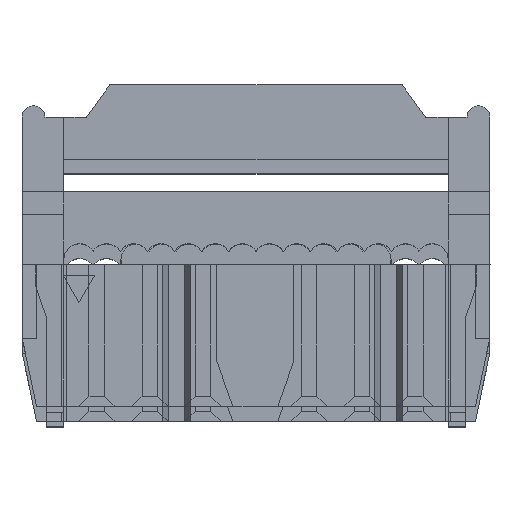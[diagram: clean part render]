
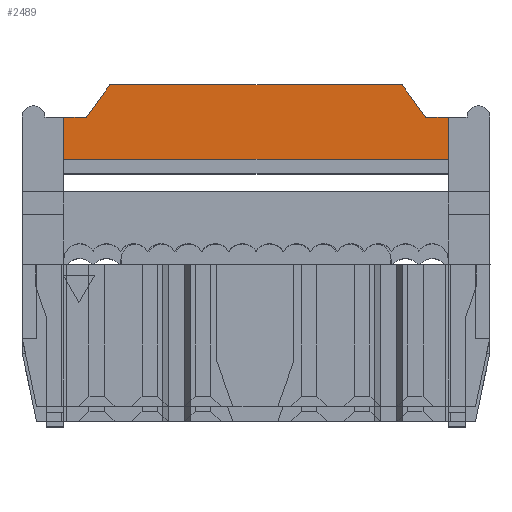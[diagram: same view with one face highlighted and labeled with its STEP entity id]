
A CAD part, top view. The second image highlights one B-rep face of the part: STEP entity #2489.
In plain terms, the highlighted face is planar.
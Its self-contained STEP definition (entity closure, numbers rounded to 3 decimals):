
#50 = CARTESIAN_POINT ( 'NONE',  ( 9.2, -1.7, -5.216 ) ) ;
#148 = EDGE_CURVE ( 'NONE', #6786, #1492, #1283, .T. ) ;
#358 = LINE ( 'NONE', #3334, #9327 ) ;
#751 = EDGE_CURVE ( 'NONE', #1492, #10010, #10393, .T. ) ;
#902 = DIRECTION ( 'NONE',  ( 0., 0., -1. ) ) ;
#1283 = LINE ( 'NONE', #9626, #3536 ) ;
#1367 = EDGE_LOOP ( 'NONE', ( #10831, #2178, #5108, #6239, #8246, #8594, #5923, #1914 ) ) ;
#1427 = VECTOR ( 'NONE', #4555, 1000. ) ;
#1455 = VECTOR ( 'NONE', #6878, 1000. ) ;
#1468 = CARTESIAN_POINT ( 'NONE',  ( -9.2, -1.7, -5.216 ) ) ;
#1492 = VERTEX_POINT ( 'NONE', #2199 ) ;
#1626 = VERTEX_POINT ( 'NONE', #7027 ) ;
#1914 = ORIENTED_EDGE ( 'NONE', *, *, #7401, .F. ) ;
#2106 = EDGE_CURVE ( 'NONE', #4548, #2481, #358, .T. ) ;
#2178 = ORIENTED_EDGE ( 'NONE', *, *, #8638, .F. ) ;
#2199 = CARTESIAN_POINT ( 'NONE',  ( -9.2, -1.7, -3.55 ) ) ;
#2481 = VERTEX_POINT ( 'NONE', #5101 ) ;
#2489 = ADVANCED_FACE ( 'NONE', ( #3546 ), #2846, .F. ) ;
#2775 = DIRECTION ( 'NONE',  ( 1., 0., 0. ) ) ;
#2846 = PLANE ( 'NONE',  #9774 ) ;
#3089 = VERTEX_POINT ( 'NONE', #6147 ) ;
#3334 = CARTESIAN_POINT ( 'NONE',  ( 0., -1.7, 0. ) ) ;
#3536 = VECTOR ( 'NONE', #5273, 1000. ) ;
#3546 = FACE_OUTER_BOUND ( 'NONE', #1367, .T. ) ;
#3671 = VECTOR ( 'NONE', #3931, 1000. ) ;
#3676 = LINE ( 'NONE', #4019, #10132 ) ;
#3704 = DIRECTION ( 'NONE',  ( 0., 1., 0. ) ) ;
#3840 = VECTOR ( 'NONE', #902, 1000. ) ;
#3931 = DIRECTION ( 'NONE',  ( 0., 0., 1. ) ) ;
#4019 = CARTESIAN_POINT ( 'NONE',  ( 7., -1.7, 0. ) ) ;
#4086 = EDGE_CURVE ( 'NONE', #10010, #1626, #8179, .T. ) ;
#4387 = CARTESIAN_POINT ( 'NONE',  ( -9.2, -1.7, -1.55 ) ) ;
#4399 = CARTESIAN_POINT ( 'NONE',  ( 9.2, -1.7, -3.55 ) ) ;
#4548 = VERTEX_POINT ( 'NONE', #6668 ) ;
#4555 = DIRECTION ( 'NONE',  ( 0.587, 0., 0.809 ) ) ;
#4791 = EDGE_CURVE ( 'NONE', #8754, #3089, #8042, .T. ) ;
#4866 = DIRECTION ( 'NONE',  ( 0.587, 0., -0.809 ) ) ;
#5101 = CARTESIAN_POINT ( 'NONE',  ( 7., -1.7, 0. ) ) ;
#5108 = ORIENTED_EDGE ( 'NONE', *, *, #2106, .F. ) ;
#5273 = DIRECTION ( 'NONE',  ( -1., 0., 0. ) ) ;
#5844 = DIRECTION ( 'NONE',  ( 1., 0., 0. ) ) ;
#5923 = ORIENTED_EDGE ( 'NONE', *, *, #148, .F. ) ;
#6030 = CARTESIAN_POINT ( 'NONE',  ( -10.1, -1.7, -1.55 ) ) ;
#6147 = CARTESIAN_POINT ( 'NONE',  ( 9.2, -1.7, -1.55 ) ) ;
#6239 = ORIENTED_EDGE ( 'NONE', *, *, #6536, .F. ) ;
#6536 = EDGE_CURVE ( 'NONE', #1626, #4548, #10666, .T. ) ;
#6666 = CARTESIAN_POINT ( 'NONE',  ( 8.125, -1.7, -1.55 ) ) ;
#6668 = CARTESIAN_POINT ( 'NONE',  ( -7., -1.7, 0. ) ) ;
#6786 = VERTEX_POINT ( 'NONE', #4399 ) ;
#6878 = DIRECTION ( 'NONE',  ( 1., 0., 0. ) ) ;
#7027 = CARTESIAN_POINT ( 'NONE',  ( -8.125, -1.7, -1.55 ) ) ;
#7401 = EDGE_CURVE ( 'NONE', #3089, #6786, #10318, .T. ) ;
#7796 = VECTOR ( 'NONE', #2775, 1000. ) ;
#8042 = LINE ( 'NONE', #10400, #7796 ) ;
#8179 = LINE ( 'NONE', #6030, #1455 ) ;
#8246 = ORIENTED_EDGE ( 'NONE', *, *, #4086, .F. ) ;
#8594 = ORIENTED_EDGE ( 'NONE', *, *, #751, .F. ) ;
#8638 = EDGE_CURVE ( 'NONE', #2481, #8754, #3676, .T. ) ;
#8730 = CARTESIAN_POINT ( 'NONE',  ( 0., -1.7, -5.216 ) ) ;
#8739 = CARTESIAN_POINT ( 'NONE',  ( -8.125, -1.7, -1.55 ) ) ;
#8754 = VERTEX_POINT ( 'NONE', #6666 ) ;
#9327 = VECTOR ( 'NONE', #5844, 1000. ) ;
#9579 = DIRECTION ( 'NONE',  ( 0., 0., 1. ) ) ;
#9626 = CARTESIAN_POINT ( 'NONE',  ( 9.2, -1.7, -3.55 ) ) ;
#9774 = AXIS2_PLACEMENT_3D ( 'NONE', #8730, #3704, #9579 ) ;
#10010 = VERTEX_POINT ( 'NONE', #4387 ) ;
#10132 = VECTOR ( 'NONE', #4866, 1000. ) ;
#10318 = LINE ( 'NONE', #50, #3840 ) ;
#10393 = LINE ( 'NONE', #1468, #3671 ) ;
#10400 = CARTESIAN_POINT ( 'NONE',  ( 8.125, -1.7, -1.55 ) ) ;
#10666 = LINE ( 'NONE', #8739, #1427 ) ;
#10831 = ORIENTED_EDGE ( 'NONE', *, *, #4791, .F. ) ;
